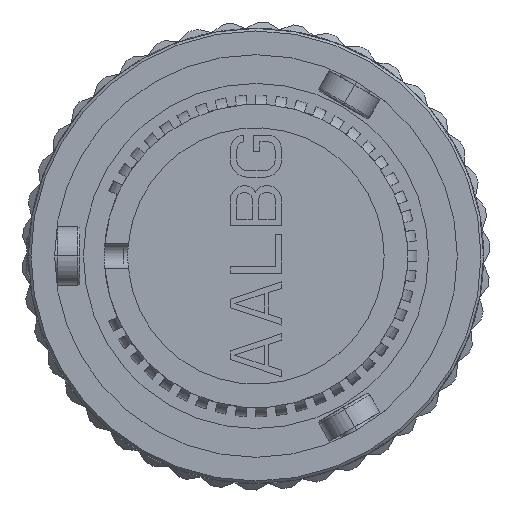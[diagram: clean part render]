
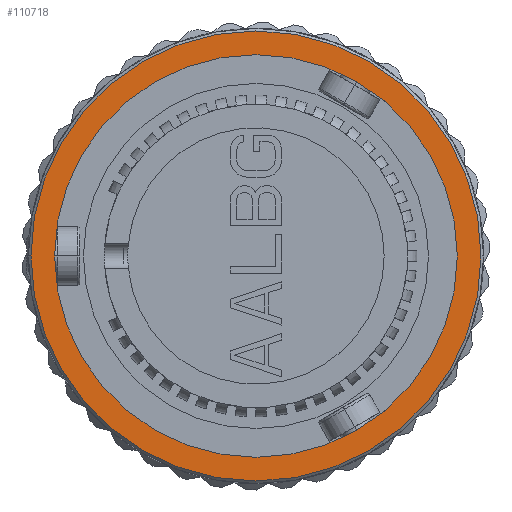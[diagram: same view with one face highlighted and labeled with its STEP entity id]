
A CAD part, left-side view. The second image highlights one B-rep face of the part: STEP entity #110718.
In plain terms, the highlighted planar face has unit normal (-1, 0, 0).
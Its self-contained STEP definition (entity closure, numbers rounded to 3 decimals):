
#32596=CARTESIAN_POINT('',(-27.67,0.,0.));
#32597=DIRECTION('',(1.,0.,0.));
#32598=DIRECTION('',(0.,1.,0.));
#32599=AXIS2_PLACEMENT_3D('',#32596,#32597,#32598);
#32601=CARTESIAN_POINT('',(-27.67,0.,0.));
#32602=DIRECTION('',(-1.,0.,0.));
#32603=DIRECTION('',(0.,1.,0.));
#32604=AXIS2_PLACEMENT_3D('',#32601,#32602,#32603);
#32606=CARTESIAN_POINT('',(-27.67,0.,0.));
#32607=DIRECTION('',(1.,0.,0.));
#32608=DIRECTION('',(0.,1.,0.));
#32609=AXIS2_PLACEMENT_3D('',#32606,#32607,#32608);
#32611=CARTESIAN_POINT('',(-27.67,0.,0.));
#32612=DIRECTION('',(-1.,0.,0.));
#32613=DIRECTION('',(0.,1.,0.));
#32614=AXIS2_PLACEMENT_3D('',#32611,#32612,#32613);
#41223=CARTESIAN_POINT('',(-27.67,15.56,0.));
#41224=CARTESIAN_POINT('',(-27.67,-15.56,0.));
#41225=VERTEX_POINT('',#41223);
#41226=VERTEX_POINT('',#41224);
#41662=CARTESIAN_POINT('',(-27.67,17.39,0.));
#41663=VERTEX_POINT('',#41662);
#41664=CARTESIAN_POINT('',(-27.67,-17.39,0.));
#41665=VERTEX_POINT('',#41664);
#110703=CARTESIAN_POINT('',(-27.67,0.,0.));
#110704=DIRECTION('',(-1.,0.,0.));
#110705=DIRECTION('',(0.,-1.,0.));
#110706=AXIS2_PLACEMENT_3D('',#110703,#110704,#110705);
#110707=PLANE('1496',#110706);
#110708=ORIENTED_EDGE('12779',*,*,#110689,.F.);
#110709=ORIENTED_EDGE('12781',*,*,#110671,.T.);
#110710=EDGE_LOOP('1496',(#110708,#110709));
#110711=FACE_OUTER_BOUND('1496',#110710,.F.);
#110713=ORIENTED_EDGE('12466',*,*,#110712,.F.);
#110715=ORIENTED_EDGE('12464',*,*,#110714,.T.);
#110716=EDGE_LOOP('1496',(#110713,#110715));
#110717=FACE_BOUND('1496',#110716,.F.);
#32600=CIRCLE('12781',#32599,17.39);
#32605=CIRCLE('12779',#32604,17.39);
#32610=CIRCLE('12466',#32609,15.56);
#32615=CIRCLE('12464',#32614,15.56);
#110671=EDGE_CURVE('12781',#41663,#41665,#32600,.T.);
#110689=EDGE_CURVE('12779',#41663,#41665,#32605,.T.);
#110712=EDGE_CURVE('12466',#41225,#41226,#32610,.T.);
#110714=EDGE_CURVE('12464',#41225,#41226,#32615,.T.);
#110718=ADVANCED_FACE('1496',(#110711,#110717),#110707,.T.);
